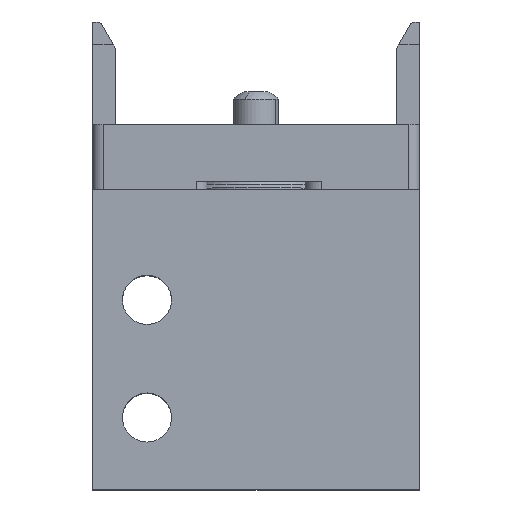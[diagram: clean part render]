
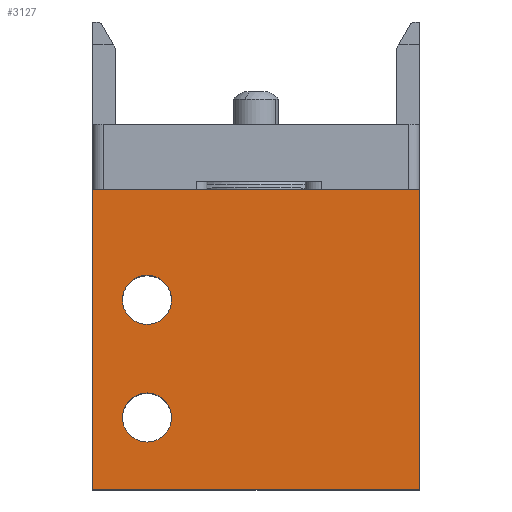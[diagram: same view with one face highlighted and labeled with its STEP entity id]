
A CAD part, top view. The second image highlights one B-rep face of the part: STEP entity #3127.
In plain terms, the highlighted planar face has unit normal (0, 0, 1).
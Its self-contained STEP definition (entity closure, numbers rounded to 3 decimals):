
#120 = CARTESIAN_POINT ( 'NONE',  ( 7.285, 23.15, 40.927 ) ) ;
#909 = AXIS2_PLACEMENT_3D ( 'NONE', #10794, #17393, #1159 ) ;
#1154 = EDGE_CURVE ( 'NONE', #12881, #7353, #10718, .T. ) ;
#1159 = DIRECTION ( 'NONE',  ( 0., -1., 0. ) ) ;
#1550 = AXIS2_PLACEMENT_3D ( 'NONE', #20578, #12509, #7495 ) ;
#1650 = AXIS2_PLACEMENT_3D ( 'NONE', #17684, #9650, #17821 ) ;
#1952 = AXIS2_PLACEMENT_3D ( 'NONE', #3805, #11895, #7090 ) ;
#2176 = VECTOR ( 'NONE', #16972, 1000. ) ;
#2309 = FACE_BOUND ( 'NONE', #19348, .T. ) ;
#3127 = ADVANCED_FACE ( 'NONE', ( #13405, #2309, #9336 ), #8370, .F. ) ;
#3805 = CARTESIAN_POINT ( 'NONE',  ( 7.285, 10.1, 40.927 ) ) ;
#4021 = ORIENTED_EDGE ( 'NONE', *, *, #13160, .F. ) ;
#4720 = CIRCLE ( 'NONE', #1952, 2.25 ) ;
#5225 = VERTEX_POINT ( 'NONE', #18426 ) ;
#5400 = CIRCLE ( 'NONE', #909, 2.25 ) ;
#6199 = CARTESIAN_POINT ( 'NONE',  ( 2.285, 31., 40.927 ) ) ;
#6452 = CIRCLE ( 'NONE', #1650, 2.25 ) ;
#6615 = DIRECTION ( 'NONE',  ( 0., 0., -1. ) ) ;
#7090 = DIRECTION ( 'NONE',  ( 0., -1., 0. ) ) ;
#7353 = VERTEX_POINT ( 'NONE', #19621 ) ;
#7480 = CIRCLE ( 'NONE', #1550, 2.25 ) ;
#7495 = DIRECTION ( 'NONE',  ( 0., -1., 0. ) ) ;
#7628 = ORIENTED_EDGE ( 'NONE', *, *, #11447, .F. ) ;
#7679 = EDGE_LOOP ( 'NONE', ( #12088, #7628 ) ) ;
#8071 = CARTESIAN_POINT ( 'NONE',  ( 32.285, 3.5, 40.927 ) ) ;
#8157 = VECTOR ( 'NONE', #9443, 1000. ) ;
#8282 = ORIENTED_EDGE ( 'NONE', *, *, #13333, .T. ) ;
#8370 = PLANE ( 'NONE',  #17273 ) ;
#8672 = CARTESIAN_POINT ( 'NONE',  ( 2.285, 3.5, 40.927 ) ) ;
#8752 = LINE ( 'NONE', #11198, #19335 ) ;
#8807 = CARTESIAN_POINT ( 'NONE',  ( 7.285, 12.35, 40.927 ) ) ;
#8921 = EDGE_CURVE ( 'NONE', #5225, #13551, #8752, .T. ) ;
#9336 = FACE_OUTER_BOUND ( 'NONE', #13371, .T. ) ;
#9443 = DIRECTION ( 'NONE',  ( -1., 0., 0. ) ) ;
#9448 = VERTEX_POINT ( 'NONE', #17858 ) ;
#9650 = DIRECTION ( 'NONE',  ( 0., 0., 1. ) ) ;
#9718 = CARTESIAN_POINT ( 'NONE',  ( 7.285, 18.65, 40.927 ) ) ;
#10718 = LINE ( 'NONE', #16834, #2176 ) ;
#10794 = CARTESIAN_POINT ( 'NONE',  ( 7.285, 20.9, 40.927 ) ) ;
#11198 = CARTESIAN_POINT ( 'NONE',  ( 2.285, 3.5, 40.927 ) ) ;
#11273 = CARTESIAN_POINT ( 'NONE',  ( 17.285, 17.25, 40.927 ) ) ;
#11437 = EDGE_CURVE ( 'NONE', #9448, #16896, #4720, .T. ) ;
#11447 = EDGE_CURVE ( 'NONE', #16896, #9448, #7480, .T. ) ;
#11895 = DIRECTION ( 'NONE',  ( 0., 0., 1. ) ) ;
#12088 = ORIENTED_EDGE ( 'NONE', *, *, #11437, .F. ) ;
#12509 = DIRECTION ( 'NONE',  ( 0., 0., 1. ) ) ;
#12881 = VERTEX_POINT ( 'NONE', #8071 ) ;
#12920 = DIRECTION ( 'NONE',  ( 0., 1., 0. ) ) ;
#13160 = EDGE_CURVE ( 'NONE', #18772, #16649, #5400, .T. ) ;
#13333 = EDGE_CURVE ( 'NONE', #7353, #5225, #20498, .T. ) ;
#13371 = EDGE_LOOP ( 'NONE', ( #19786, #8282, #16836, #15214 ) ) ;
#13405 = FACE_BOUND ( 'NONE', #7679, .T. ) ;
#13551 = VERTEX_POINT ( 'NONE', #13907 ) ;
#13596 = ORIENTED_EDGE ( 'NONE', *, *, #19085, .F. ) ;
#13907 = CARTESIAN_POINT ( 'NONE',  ( 2.285, 3.5, 40.927 ) ) ;
#15164 = DIRECTION ( 'NONE',  ( 1., 0., 0. ) ) ;
#15214 = ORIENTED_EDGE ( 'NONE', *, *, #19301, .T. ) ;
#16649 = VERTEX_POINT ( 'NONE', #9718 ) ;
#16834 = CARTESIAN_POINT ( 'NONE',  ( 32.285, 3.5, 40.927 ) ) ;
#16836 = ORIENTED_EDGE ( 'NONE', *, *, #8921, .T. ) ;
#16896 = VERTEX_POINT ( 'NONE', #8807 ) ;
#16972 = DIRECTION ( 'NONE',  ( 0., 1., 0. ) ) ;
#17273 = AXIS2_PLACEMENT_3D ( 'NONE', #11273, #6615, #12920 ) ;
#17393 = DIRECTION ( 'NONE',  ( 0., 0., 1. ) ) ;
#17684 = CARTESIAN_POINT ( 'NONE',  ( 7.285, 20.9, 40.927 ) ) ;
#17821 = DIRECTION ( 'NONE',  ( 0., -1., 0. ) ) ;
#17858 = CARTESIAN_POINT ( 'NONE',  ( 7.285, 7.85, 40.927 ) ) ;
#18426 = CARTESIAN_POINT ( 'NONE',  ( 2.285, 31., 40.927 ) ) ;
#18772 = VERTEX_POINT ( 'NONE', #120 ) ;
#18803 = VECTOR ( 'NONE', #15164, 1000. ) ;
#19085 = EDGE_CURVE ( 'NONE', #16649, #18772, #6452, .T. ) ;
#19301 = EDGE_CURVE ( 'NONE', #13551, #12881, #19551, .T. ) ;
#19335 = VECTOR ( 'NONE', #19440, 1000. ) ;
#19348 = EDGE_LOOP ( 'NONE', ( #13596, #4021 ) ) ;
#19440 = DIRECTION ( 'NONE',  ( 0., -1., 0. ) ) ;
#19551 = LINE ( 'NONE', #8672, #18803 ) ;
#19621 = CARTESIAN_POINT ( 'NONE',  ( 32.285, 31., 40.927 ) ) ;
#19786 = ORIENTED_EDGE ( 'NONE', *, *, #1154, .T. ) ;
#20498 = LINE ( 'NONE', #6199, #8157 ) ;
#20578 = CARTESIAN_POINT ( 'NONE',  ( 7.285, 10.1, 40.927 ) ) ;
